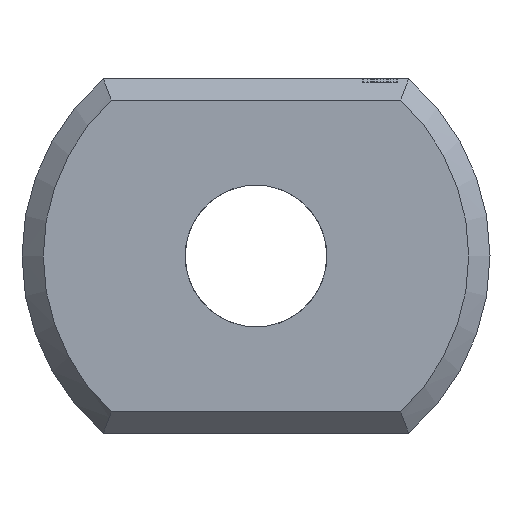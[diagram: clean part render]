
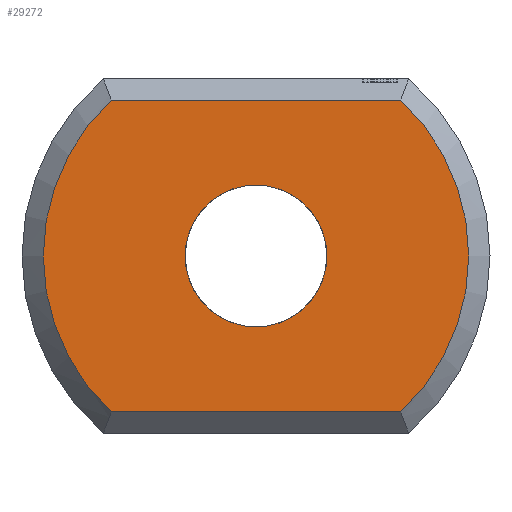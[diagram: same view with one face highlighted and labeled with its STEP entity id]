
A CAD part, left-side view. The second image highlights one B-rep face of the part: STEP entity #29272.
In plain terms, the highlighted planar face has unit normal (-1, 0, 0).
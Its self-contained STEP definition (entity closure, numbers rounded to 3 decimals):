
#254 = PLANE('',#255);
#255 = AXIS2_PLACEMENT_3D('',#256,#257,#258);
#256 = CARTESIAN_POINT('',(0.15,-2.154,2.35));
#257 = DIRECTION('',(0.707,0.,-0.707)
  );
#258 = DIRECTION('',(0.,-1.,0.));
#10807 = CONICAL_SURFACE('',#10808,3.3,0.785);
#10808 = AXIS2_PLACEMENT_3D('',#10809,#10810,#10811);
#10809 = CARTESIAN_POINT('',(0.3,0.,0.));
#10810 = DIRECTION('',(1.,0.,0.));
#10811 = DIRECTION('',(0.,0.653,-0.758)
  );
#10876 = VERTEX_POINT('',#10877);
#10877 = CARTESIAN_POINT('',(0.,-2.04,2.2));
#10892 = CONICAL_SURFACE('',#10893,3.3,0.785);
#10893 = AXIS2_PLACEMENT_3D('',#10894,#10895,#10896);
#10894 = CARTESIAN_POINT('',(0.3,0.,0.));
#10895 = DIRECTION('',(1.,0.,0.));
#10896 = DIRECTION('',(0.,-0.653,0.758
    ));
#10909 = VERTEX_POINT('',#10910);
#10910 = CARTESIAN_POINT('',(0.,2.04,2.2));
#10935 = EDGE_CURVE('',#10876,#10909,#10936,.T.);
#10936 = SURFACE_CURVE('',#10937,(#10941,#10948),.PCURVE_S1.);
#10937 = LINE('',#10938,#10939);
#10938 = CARTESIAN_POINT('',(0.,-2.154,2.2));
#10939 = VECTOR('',#10940,1.);
#10940 = DIRECTION('',(0.,1.,0.));
#10941 = PCURVE('',#254,#10942);
#10942 = DEFINITIONAL_REPRESENTATION('',(#10943),#10947);
#10943 = LINE('',#10944,#10945);
#10944 = CARTESIAN_POINT('',(0.,0.212));
#10945 = VECTOR('',#10946,1.);
#10946 = DIRECTION('',(-1.,0.));
#10947 = ( GEOMETRIC_REPRESENTATION_CONTEXT(2) 
PARAMETRIC_REPRESENTATION_CONTEXT() REPRESENTATION_CONTEXT('2D SPACE',''
  ) );
#10948 = PCURVE('',#10949,#10954);
#10949 = PLANE('',#10950);
#10950 = AXIS2_PLACEMENT_3D('',#10951,#10952,#10953);
#10951 = CARTESIAN_POINT('',(0.,0.,
    0.));
#10952 = DIRECTION('',(1.,0.,0.));
#10953 = DIRECTION('',(0.,0.,1.));
#10954 = DEFINITIONAL_REPRESENTATION('',(#10955),#10959);
#10955 = LINE('',#10956,#10957);
#10956 = CARTESIAN_POINT('',(2.2,2.154));
#10957 = VECTOR('',#10958,1.);
#10958 = DIRECTION('',(0.,-1.));
#10959 = ( GEOMETRIC_REPRESENTATION_CONTEXT(2) 
PARAMETRIC_REPRESENTATION_CONTEXT() REPRESENTATION_CONTEXT('2D SPACE',''
  ) );
#28929 = VERTEX_POINT('',#28930);
#28930 = CARTESIAN_POINT('',(0.,2.04,-2.2));
#28948 = PLANE('',#28949);
#28949 = AXIS2_PLACEMENT_3D('',#28950,#28951,#28952);
#28950 = CARTESIAN_POINT('',(0.15,-2.154,-2.35));
#28951 = DIRECTION('',(-0.707,0.,
    -0.707));
#28952 = DIRECTION('',(0.,-1.,0.));
#28962 = EDGE_CURVE('',#28929,#10909,#28963,.T.);
#28963 = SURFACE_CURVE('',#28964,(#28969,#28976),.PCURVE_S1.);
#28964 = CIRCLE('',#28965,3.);
#28965 = AXIS2_PLACEMENT_3D('',#28966,#28967,#28968);
#28966 = CARTESIAN_POINT('',(0.,0.,
    0.));
#28967 = DIRECTION('',(1.,0.,0.));
#28968 = DIRECTION('',(0.,0.653,-0.758)
  );
#28969 = PCURVE('',#10807,#28970);
#28970 = DEFINITIONAL_REPRESENTATION('',(#28971),#28975);
#28971 = LINE('',#28972,#28973);
#28972 = CARTESIAN_POINT('',(0.,-0.3));
#28973 = VECTOR('',#28974,1.);
#28974 = DIRECTION('',(1.,-0.));
#28975 = ( GEOMETRIC_REPRESENTATION_CONTEXT(2) 
PARAMETRIC_REPRESENTATION_CONTEXT() REPRESENTATION_CONTEXT('2D SPACE',''
  ) );
#28976 = PCURVE('',#10949,#28977);
#28977 = DEFINITIONAL_REPRESENTATION('',(#28978),#28982);
#28978 = CIRCLE('',#28979,3.);
#28979 = AXIS2_PLACEMENT_2D('',#28980,#28981);
#28980 = CARTESIAN_POINT('',(0.,0.));
#28981 = DIRECTION('',(-0.758,-0.653));
#28982 = ( GEOMETRIC_REPRESENTATION_CONTEXT(2) 
PARAMETRIC_REPRESENTATION_CONTEXT() REPRESENTATION_CONTEXT('2D SPACE',''
  ) );
#29225 = VERTEX_POINT('',#29226);
#29226 = CARTESIAN_POINT('',(0.,-2.04,-2.2));
#29251 = EDGE_CURVE('',#10876,#29225,#29252,.T.);
#29252 = SURFACE_CURVE('',#29253,(#29258,#29265),.PCURVE_S1.);
#29253 = CIRCLE('',#29254,3.);
#29254 = AXIS2_PLACEMENT_3D('',#29255,#29256,#29257);
#29255 = CARTESIAN_POINT('',(0.,0.,
    0.));
#29256 = DIRECTION('',(1.,0.,0.));
#29257 = DIRECTION('',(0.,-0.653,0.758
    ));
#29258 = PCURVE('',#10892,#29259);
#29259 = DEFINITIONAL_REPRESENTATION('',(#29260),#29264);
#29260 = LINE('',#29261,#29262);
#29261 = CARTESIAN_POINT('',(0.,-0.3));
#29262 = VECTOR('',#29263,1.);
#29263 = DIRECTION('',(1.,-0.));
#29264 = ( GEOMETRIC_REPRESENTATION_CONTEXT(2) 
PARAMETRIC_REPRESENTATION_CONTEXT() REPRESENTATION_CONTEXT('2D SPACE',''
  ) );
#29265 = PCURVE('',#10949,#29266);
#29266 = DEFINITIONAL_REPRESENTATION('',(#29267),#29271);
#29267 = CIRCLE('',#29268,3.);
#29268 = AXIS2_PLACEMENT_2D('',#29269,#29270);
#29269 = CARTESIAN_POINT('',(0.,0.));
#29270 = DIRECTION('',(0.758,0.653));
#29271 = ( GEOMETRIC_REPRESENTATION_CONTEXT(2) 
PARAMETRIC_REPRESENTATION_CONTEXT() REPRESENTATION_CONTEXT('2D SPACE',''
  ) );
#29272 = ADVANCED_FACE('',(#29273,#29299),#10949,.F.);
#29273 = FACE_BOUND('',#29274,.F.);
#29274 = EDGE_LOOP('',(#29275,#29276,#29277,#29278));
#29275 = ORIENTED_EDGE('',*,*,#28962,.T.);
#29276 = ORIENTED_EDGE('',*,*,#10935,.F.);
#29277 = ORIENTED_EDGE('',*,*,#29251,.T.);
#29278 = ORIENTED_EDGE('',*,*,#29279,.T.);
#29279 = EDGE_CURVE('',#29225,#28929,#29280,.T.);
#29280 = SURFACE_CURVE('',#29281,(#29285,#29292),.PCURVE_S1.);
#29281 = LINE('',#29282,#29283);
#29282 = CARTESIAN_POINT('',(0.,-2.154,-2.2));
#29283 = VECTOR('',#29284,1.);
#29284 = DIRECTION('',(0.,1.,0.));
#29285 = PCURVE('',#10949,#29286);
#29286 = DEFINITIONAL_REPRESENTATION('',(#29287),#29291);
#29287 = LINE('',#29288,#29289);
#29288 = CARTESIAN_POINT('',(-2.2,2.154));
#29289 = VECTOR('',#29290,1.);
#29290 = DIRECTION('',(0.,-1.));
#29291 = ( GEOMETRIC_REPRESENTATION_CONTEXT(2) 
PARAMETRIC_REPRESENTATION_CONTEXT() REPRESENTATION_CONTEXT('2D SPACE',''
  ) );
#29292 = PCURVE('',#28948,#29293);
#29293 = DEFINITIONAL_REPRESENTATION('',(#29294),#29298);
#29294 = LINE('',#29295,#29296);
#29295 = CARTESIAN_POINT('',(0.,0.212));
#29296 = VECTOR('',#29297,1.);
#29297 = DIRECTION('',(-1.,0.));
#29298 = ( GEOMETRIC_REPRESENTATION_CONTEXT(2) 
PARAMETRIC_REPRESENTATION_CONTEXT() REPRESENTATION_CONTEXT('2D SPACE',''
  ) );
#29299 = FACE_BOUND('',#29300,.T.);
#29300 = EDGE_LOOP('',(#29301));
#29301 = ORIENTED_EDGE('',*,*,#29302,.T.);
#29302 = EDGE_CURVE('',#29303,#29303,#29305,.T.);
#29303 = VERTEX_POINT('',#29304);
#29304 = CARTESIAN_POINT('',(0.,1.,0.)
  );
#29305 = SURFACE_CURVE('',#29306,(#29311,#29318),.PCURVE_S1.);
#29306 = CIRCLE('',#29307,1.);
#29307 = AXIS2_PLACEMENT_3D('',#29308,#29309,#29310);
#29308 = CARTESIAN_POINT('',(0.,0.,0.));
#29309 = DIRECTION('',(1.,0.,0.));
#29310 = DIRECTION('',(0.,1.,0.));
#29311 = PCURVE('',#10949,#29312);
#29312 = DEFINITIONAL_REPRESENTATION('',(#29313),#29317);
#29313 = CIRCLE('',#29314,1.);
#29314 = AXIS2_PLACEMENT_2D('',#29315,#29316);
#29315 = CARTESIAN_POINT('',(0.,0.));
#29316 = DIRECTION('',(0.,-1.));
#29317 = ( GEOMETRIC_REPRESENTATION_CONTEXT(2) 
PARAMETRIC_REPRESENTATION_CONTEXT() REPRESENTATION_CONTEXT('2D SPACE',''
  ) );
#29318 = PCURVE('',#29319,#29324);
#29319 = CYLINDRICAL_SURFACE('',#29320,1.);
#29320 = AXIS2_PLACEMENT_3D('',#29321,#29322,#29323);
#29321 = CARTESIAN_POINT('',(0.,0.,0.));
#29322 = DIRECTION('',(-1.,0.,0.));
#29323 = DIRECTION('',(0.,1.,0.));
#29324 = DEFINITIONAL_REPRESENTATION('',(#29325),#29329);
#29325 = LINE('',#29326,#29327);
#29326 = CARTESIAN_POINT('',(-0.,0.));
#29327 = VECTOR('',#29328,1.);
#29328 = DIRECTION('',(-1.,0.));
#29329 = ( GEOMETRIC_REPRESENTATION_CONTEXT(2) 
PARAMETRIC_REPRESENTATION_CONTEXT() REPRESENTATION_CONTEXT('2D SPACE',''
  ) );
